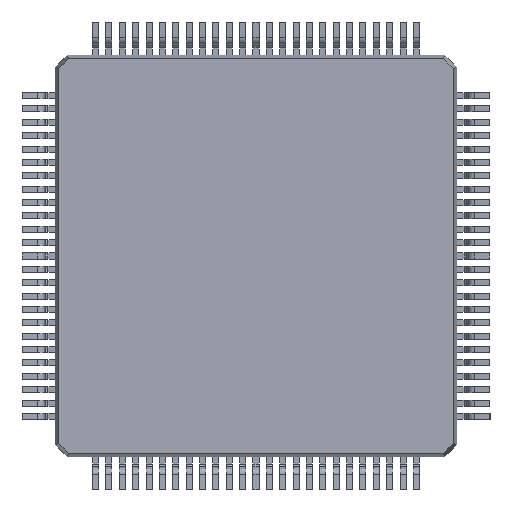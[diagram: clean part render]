
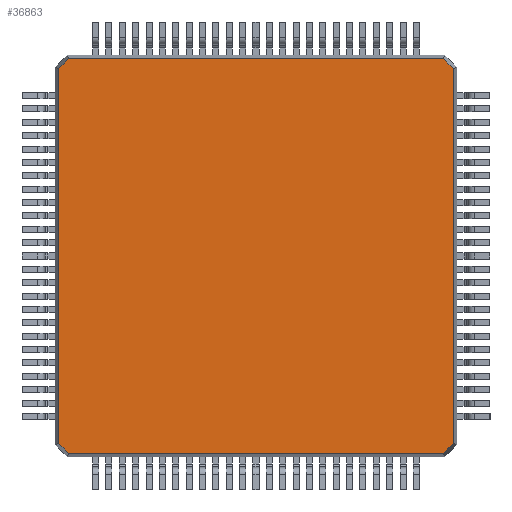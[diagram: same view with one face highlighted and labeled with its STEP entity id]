
A CAD part, front view. The second image highlights one B-rep face of the part: STEP entity #36863.
In plain terms, the highlighted planar face has unit normal (0, -1, 0).
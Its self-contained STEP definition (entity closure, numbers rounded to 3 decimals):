
#658 = DIRECTION ( 'NONE',  ( -0.707, 0., -0.707 ) ) ;
#2109 = EDGE_LOOP ( 'NONE', ( #23340, #7436, #9925, #17707, #42368, #30287, #17169, #24128 ) ) ;
#2221 = DIRECTION ( 'NONE',  ( 0.707, 0., 0.707 ) ) ;
#3455 = CARTESIAN_POINT ( 'NONE',  ( -5.904, 0.15, 5.65 ) ) ;
#4059 = LINE ( 'NONE', #40340, #25017 ) ;
#5452 = VERTEX_POINT ( 'NONE', #39890 ) ;
#6520 = DIRECTION ( 'NONE',  ( 0.707, 0., -0.707 ) ) ;
#7436 = ORIENTED_EDGE ( 'NONE', *, *, #35350, .T. ) ;
#9185 = VERTEX_POINT ( 'NONE', #35461 ) ;
#9268 = EDGE_CURVE ( 'NONE', #39256, #21102, #31498, .T. ) ;
#9925 = ORIENTED_EDGE ( 'NONE', *, *, #35127, .T. ) ;
#10320 = DIRECTION ( 'NONE',  ( 0., 0., 1. ) ) ;
#10749 = LINE ( 'NONE', #14783, #12352 ) ;
#11251 = PLANE ( 'NONE',  #14211 ) ;
#11494 = VERTEX_POINT ( 'NONE', #39166 ) ;
#12352 = VECTOR ( 'NONE', #658, 1000. ) ;
#12918 = VECTOR ( 'NONE', #6520, 1000. ) ;
#14211 = AXIS2_PLACEMENT_3D ( 'NONE', #14706, #38726, #21903 ) ;
#14468 = VECTOR ( 'NONE', #37415, 1000. ) ;
#14469 = CARTESIAN_POINT ( 'NONE',  ( 5.904, 0.15, -5.65 ) ) ;
#14706 = CARTESIAN_POINT ( 'NONE',  ( 0., 0.15, 0. ) ) ;
#14783 = CARTESIAN_POINT ( 'NONE',  ( -5.582, 0.15, 5.932 ) ) ;
#15414 = LINE ( 'NONE', #14469, #28890 ) ;
#16356 = VERTEX_POINT ( 'NONE', #33266 ) ;
#16609 = DIRECTION ( 'NONE',  ( -0.707, 0., 0.707 ) ) ;
#16657 = CARTESIAN_POINT ( 'NONE',  ( 5.904, 0.15, 5.61 ) ) ;
#17169 = ORIENTED_EDGE ( 'NONE', *, *, #29002, .T. ) ;
#17707 = ORIENTED_EDGE ( 'NONE', *, *, #25938, .T. ) ;
#19910 = CARTESIAN_POINT ( 'NONE',  ( 5.932, 0.15, 5.582 ) ) ;
#20107 = CARTESIAN_POINT ( 'NONE',  ( 5.61, 0.15, -5.904 ) ) ;
#20510 = VERTEX_POINT ( 'NONE', #42016 ) ;
#21102 = VERTEX_POINT ( 'NONE', #39218 ) ;
#21903 = DIRECTION ( 'NONE',  ( 0., 0., -1. ) ) ;
#22046 = LINE ( 'NONE', #31033, #12918 ) ;
#23340 = ORIENTED_EDGE ( 'NONE', *, *, #9268, .T. ) ;
#23983 = VECTOR ( 'NONE', #16609, 1000. ) ;
#24128 = ORIENTED_EDGE ( 'NONE', *, *, #41133, .T. ) ;
#25017 = VECTOR ( 'NONE', #43486, 1000. ) ;
#25389 = CARTESIAN_POINT ( 'NONE',  ( 5.582, 0.15, -5.932 ) ) ;
#25938 = EDGE_CURVE ( 'NONE', #9185, #16356, #41578, .T. ) ;
#27390 = EDGE_CURVE ( 'NONE', #16356, #11494, #10749, .T. ) ;
#28890 = VECTOR ( 'NONE', #10320, 1000. ) ;
#29002 = EDGE_CURVE ( 'NONE', #5452, #20510, #22046, .T. ) ;
#29293 = CARTESIAN_POINT ( 'NONE',  ( 5.65, 0.15, 5.904 ) ) ;
#29523 = EDGE_CURVE ( 'NONE', #11494, #5452, #41897, .T. ) ;
#30287 = ORIENTED_EDGE ( 'NONE', *, *, #29523, .T. ) ;
#30864 = VECTOR ( 'NONE', #36165, 1000. ) ;
#31033 = CARTESIAN_POINT ( 'NONE',  ( -5.932, 0.15, -5.582 ) ) ;
#31498 = LINE ( 'NONE', #25389, #43277 ) ;
#32062 = LINE ( 'NONE', #19910, #23983 ) ;
#33266 = CARTESIAN_POINT ( 'NONE',  ( -5.61, 0.15, 5.904 ) ) ;
#35127 = EDGE_CURVE ( 'NONE', #39073, #9185, #32062, .T. ) ;
#35350 = EDGE_CURVE ( 'NONE', #21102, #39073, #15414, .T. ) ;
#35461 = CARTESIAN_POINT ( 'NONE',  ( 5.61, 0.15, 5.904 ) ) ;
#36165 = DIRECTION ( 'NONE',  ( -1., 0., 0. ) ) ;
#36863 = ADVANCED_FACE ( 'NONE', ( #41579 ), #11251, .T. ) ;
#37415 = DIRECTION ( 'NONE',  ( 0., 0., -1. ) ) ;
#38726 = DIRECTION ( 'NONE',  ( 0., -1., 0. ) ) ;
#39073 = VERTEX_POINT ( 'NONE', #16657 ) ;
#39166 = CARTESIAN_POINT ( 'NONE',  ( -5.904, 0.15, 5.61 ) ) ;
#39218 = CARTESIAN_POINT ( 'NONE',  ( 5.904, 0.15, -5.61 ) ) ;
#39256 = VERTEX_POINT ( 'NONE', #20107 ) ;
#39890 = CARTESIAN_POINT ( 'NONE',  ( -5.904, 0.15, -5.61 ) ) ;
#40340 = CARTESIAN_POINT ( 'NONE',  ( -5.65, 0.15, -5.904 ) ) ;
#41133 = EDGE_CURVE ( 'NONE', #20510, #39256, #4059, .T. ) ;
#41578 = LINE ( 'NONE', #29293, #30864 ) ;
#41579 = FACE_OUTER_BOUND ( 'NONE', #2109, .T. ) ;
#41897 = LINE ( 'NONE', #3455, #14468 ) ;
#42016 = CARTESIAN_POINT ( 'NONE',  ( -5.61, 0.15, -5.904 ) ) ;
#42368 = ORIENTED_EDGE ( 'NONE', *, *, #27390, .T. ) ;
#43277 = VECTOR ( 'NONE', #2221, 1000. ) ;
#43486 = DIRECTION ( 'NONE',  ( 1., 0., 0. ) ) ;
